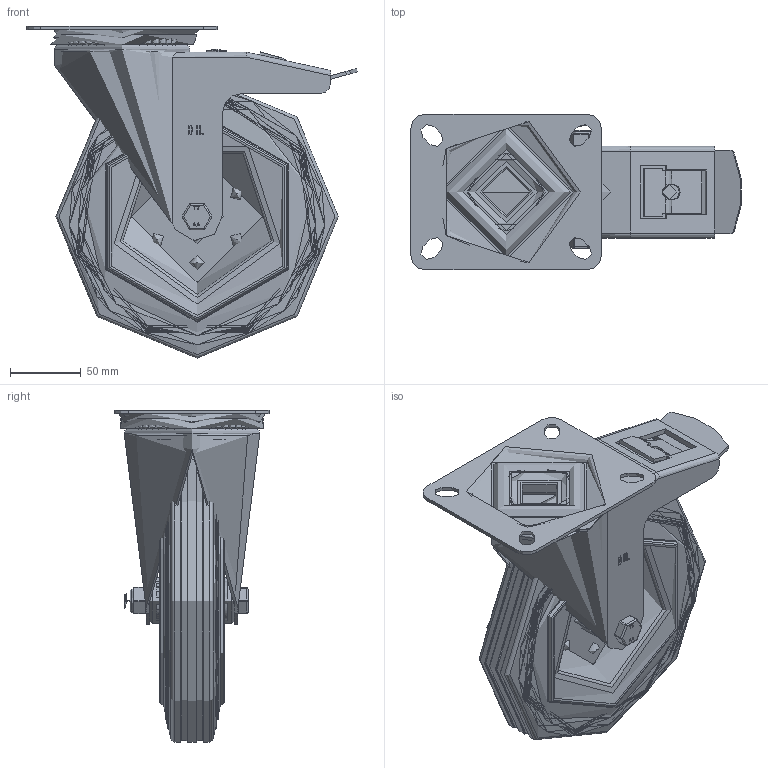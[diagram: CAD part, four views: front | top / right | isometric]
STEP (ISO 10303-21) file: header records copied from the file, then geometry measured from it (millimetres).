
FILE_DESCRIPTION(/* description */ (''),/* implementation_level */ '2;1');
FILE_NAME(/* name */ 'BZMM200BSBSWB.step',/* time_stamp */ '2024-06-19T17:03:26+01:00',/* author */ (''),/* organization */ (''),/* preprocessor_version */ 'ST-DEVELOPER v20',/* originating_system */ 'Autodesk Translation Framework v13.14.0.145',/* authorisation */ '');
FILE_SCHEMA (('AUTOMOTIVE_DESIGN { 1 0 10303 214 3 1 1 }'));
Length unit declared in the file: millimetre
Products named in the file (31): BZMM200BSBSWB; BZMM200ASSWBLITE v1; ZINC PLATED, PRESSED STEEL TOP PLATE; ZINC PLATED, PRESSED STEEL TOP PLATE Geometry; BALL BEARINGS; Component1; ZINC PLATED, PRESSED STEEL FORKS; BEARING SEAL; ZINC PLATED, PRESSED STEEL BRAKE PEDAL; BRAKE PAD; BRAKE PAD Geometry; BOLT; NUT; BRAKE BOLT; BZH200WBSRB v1; RUBBER TYRE; STEEL RIM; STEEL RIM Geometry; BOLTS; Component12; ROLLER BEARIING; CAGE; RIBS; TUBEM20X60 v1; ZINC PLATED STEEL TUBE; HEXBOLTM12X80Z8.8 v2; GRADE 8.8 ZINC PLATED BOLT; NYLOCM12Z v1; NYLOC NUT; NUT (1); RUBBER
Assembly tree (74 placements, depth 5):
  BZMM200BSBSWB
    BZMM200ASSWBLITE v1
      ZINC PLATED, PRESSED STEEL TOP PLATE
        ZINC PLATED, PRESSED STEEL TOP PLATE Geometry
        BALL BEARINGS
          Component1  x40
      ZINC PLATED, PRESSED STEEL FORKS
      BEARING SEAL
      ZINC PLATED, PRESSED STEEL BRAKE PEDAL
      BRAKE PAD
        BRAKE PAD Geometry
        BOLT
        NUT
        BRAKE BOLT
    BZH200WBSRB v1
      RUBBER TYRE
      STEEL RIM
        STEEL RIM Geometry
        BOLTS
          Component12  x6
      ROLLER BEARIING
        CAGE
        RIBS
    TUBEM20X60 v1
      ZINC PLATED STEEL TUBE
    HEXBOLTM12X80Z8.8 v2
      GRADE 8.8 ZINC PLATED BOLT
    NYLOCM12Z v1
      NYLOC NUT
        NUT (1)
        RUBBER
Bounding box: 233.88 x 110 x 235 mm (x, y, z)
Volume: 1113437.1 mm3; surface area: 318223.1 mm2
Topology: 71 solids, 71 shells, 814 faces, 1989 edges, 1259 vertices
Faces by surface type: plane 356, cylinder 210, bspline 85, cone 63, sphere 59, torus 41
Full cylindrical faces by diameter (mm): 5 x22, 8 x3, 9.836 x18, 11 x2, 11.834 x18, 12 x3, 12.2 x2, 12.5 x1, 14 x3, 18 x1, 18.5 x1, 19.9 x1, 20.2 x2, 21 x1, 28 x1, 30 x1, 33.75 x1, 39.75 x1, 50 x1, 61 x1, 78 x1, 91 x1, 95.676 x2, 96 x1, 123.5 x4, 198 x2, 200 x3
Entity records: 35691 total; most frequent: CARTESIAN_POINT 17197, DIRECTION 3663, ORIENTED_EDGE 3648, EDGE_CURVE 1824, AXIS2_PLACEMENT_3D 1345, VERTEX_POINT 1151, LINE 973, VECTOR 973
